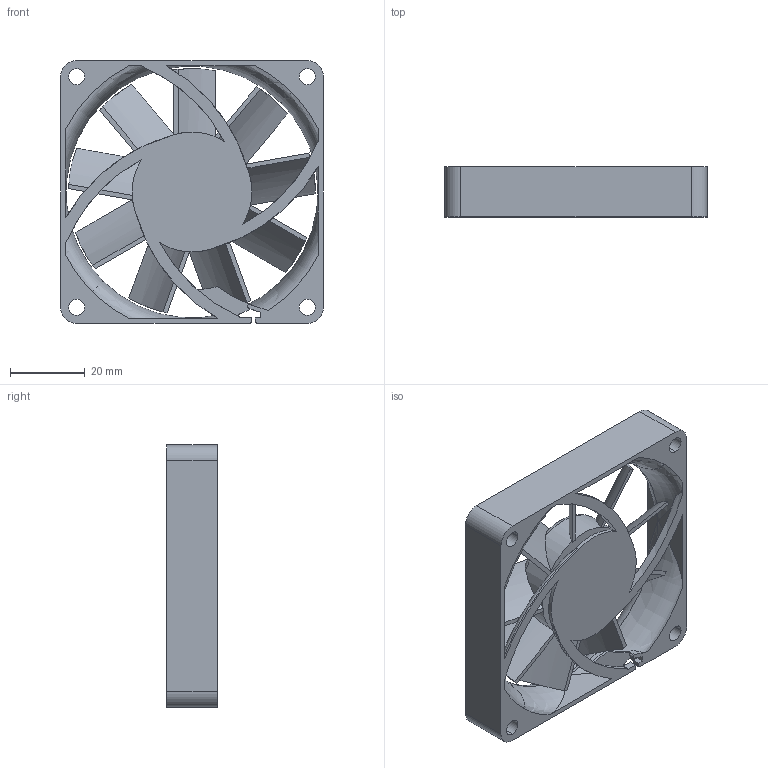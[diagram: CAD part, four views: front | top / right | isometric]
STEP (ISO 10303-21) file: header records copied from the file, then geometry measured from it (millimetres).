
FILE_DESCRIPTION((''),'2;1');
FILE_NAME('ASM0002_ASM_1_ASM','2017-04-21T',('HSINHAN.HSIEH'),(''),'PRO/ENGINEER BY PARAMETRIC TECHNOLOGY CORPORATION, 2009360','PRO/ENGINEER BY PARAMETRIC TECHNOLOGY CORPORATION, 2009360','');
FILE_SCHEMA(('CONFIG_CONTROL_DESIGN'));
Length unit declared in the file: millimetre
Products named in the file (3): AFB0712HHC-FRAME_1; AFB0712HHC-IMPELLER_1; ASM0002_ASM_1_ASM
Assembly tree (2 placements, depth 2):
  ASM0002_ASM_1_ASM
    AFB0712HHC-FRAME_1
    AFB0712HHC-IMPELLER_1
Bounding box: 70 x 13.4 x 70 mm (x, y, z)
Volume: 25094.7 mm3; surface area: 19512.7 mm2
Topology: 2 solids, 2 shells, 164 faces, 463 edges, 300 vertices
Faces by surface type: cylinder 94, plane 53, torus 15, revolution 2
Entity records: 6523 total; most frequent: CARTESIAN_POINT 2219, ORIENTED_EDGE 926, DIRECTION 872, EDGE_CURVE 463, AXIS2_PLACEMENT_3D 360, VERTEX_POINT 300, CIRCLE 193, EDGE_LOOP 179
